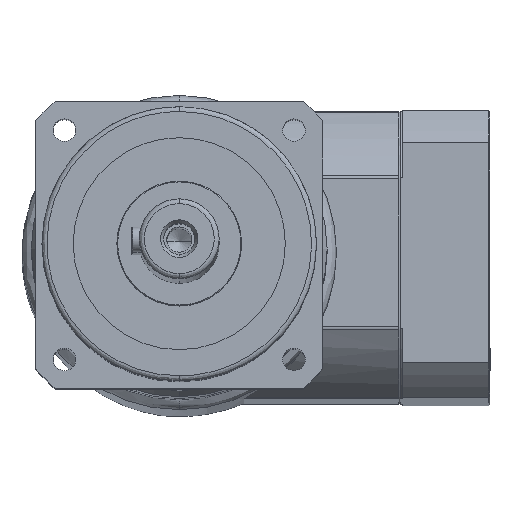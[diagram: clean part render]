
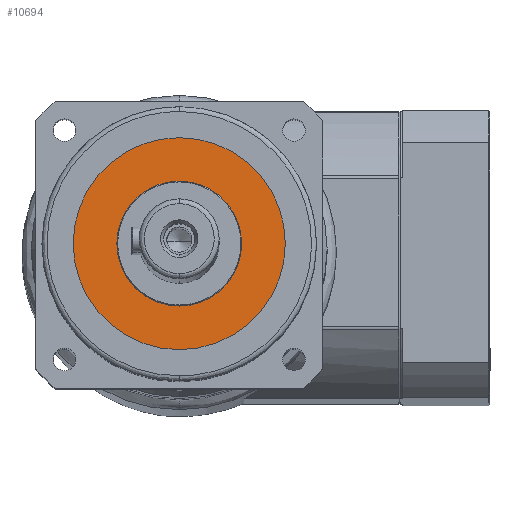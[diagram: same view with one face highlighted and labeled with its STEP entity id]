
A CAD part, left-side view. The second image highlights one B-rep face of the part: STEP entity #10694.
In plain terms, the highlighted face is planar.
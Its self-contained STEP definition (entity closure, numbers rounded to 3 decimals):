
#182 = DIRECTION ( 'NONE',  ( 1., 0., 0. ) ) ;
#211 = VERTEX_POINT ( 'NONE', #20943 ) ;
#616 = DIRECTION ( 'NONE',  ( 0., 0., 1. ) ) ;
#719 = CIRCLE ( 'NONE', #25823, 25. ) ;
#808 = DIRECTION ( 'NONE',  ( -1., 0., 0. ) ) ;
#898 = CARTESIAN_POINT ( 'NONE',  ( -53.01, 0., 0. ) ) ;
#1538 = CARTESIAN_POINT ( 'NONE',  ( -53.01, 0., 0. ) ) ;
#3679 = DIRECTION ( 'NONE',  ( 0., 0., 1. ) ) ;
#4395 = CARTESIAN_POINT ( 'NONE',  ( -53.01, 0., 0. ) ) ;
#4842 = AXIS2_PLACEMENT_3D ( 'NONE', #4395, #19573, #6609 ) ;
#5244 = FACE_OUTER_BOUND ( 'NONE', #5724, .T. ) ;
#5607 = CARTESIAN_POINT ( 'NONE',  ( -53.01, 0., 0. ) ) ;
#5724 = EDGE_LOOP ( 'NONE', ( #7826, #19241 ) ) ;
#5890 = DIRECTION ( 'NONE',  ( 1., 0., 0. ) ) ;
#6192 = DIRECTION ( 'NONE',  ( 0., 0., 1. ) ) ;
#6541 = EDGE_CURVE ( 'NONE', #211, #25504, #719, .T. ) ;
#6609 = DIRECTION ( 'NONE',  ( 0., 0., 1. ) ) ;
#6658 = EDGE_CURVE ( 'NONE', #21274, #26551, #25919, .T. ) ;
#7826 = ORIENTED_EDGE ( 'NONE', *, *, #27350, .T. ) ;
#8462 = AXIS2_PLACEMENT_3D ( 'NONE', #13191, #182, #15323 ) ;
#8646 = CARTESIAN_POINT ( 'NONE',  ( -53.01, 0., 25. ) ) ;
#10275 = CARTESIAN_POINT ( 'NONE',  ( -53.01, 0., 42.5 ) ) ;
#10525 = FACE_BOUND ( 'NONE', #17953, .T. ) ;
#10694 = ADVANCED_FACE ( 'NONE', ( #5244, #10525 ), #23969, .T. ) ;
#13191 = CARTESIAN_POINT ( 'NONE',  ( -53.01, 0., 0. ) ) ;
#13708 = ORIENTED_EDGE ( 'NONE', *, *, #14331, .T. ) ;
#14331 = EDGE_CURVE ( 'NONE', #25504, #211, #17449, .T. ) ;
#15157 = CIRCLE ( 'NONE', #21116, 42.5 ) ;
#15323 = DIRECTION ( 'NONE',  ( 0., 0., -1. ) ) ;
#16647 = DIRECTION ( 'NONE',  ( 1., 0., 0. ) ) ;
#17449 = CIRCLE ( 'NONE', #4842, 25. ) ;
#17953 = EDGE_LOOP ( 'NONE', ( #13708, #26569 ) ) ;
#18532 = CARTESIAN_POINT ( 'NONE',  ( -53.01, 0., -42.5 ) ) ;
#19241 = ORIENTED_EDGE ( 'NONE', *, *, #6658, .T. ) ;
#19573 = DIRECTION ( 'NONE',  ( -1., 0., 0. ) ) ;
#20943 = CARTESIAN_POINT ( 'NONE',  ( -53.01, 0., -25. ) ) ;
#21116 = AXIS2_PLACEMENT_3D ( 'NONE', #1538, #16647, #3679 ) ;
#21274 = VERTEX_POINT ( 'NONE', #18532 ) ;
#23969 = PLANE ( 'NONE',  #8462 ) ;
#24739 = AXIS2_PLACEMENT_3D ( 'NONE', #5607, #5890, #6192 ) ;
#25504 = VERTEX_POINT ( 'NONE', #8646 ) ;
#25823 = AXIS2_PLACEMENT_3D ( 'NONE', #898, #808, #616 ) ;
#25919 = CIRCLE ( 'NONE', #24739, 42.5 ) ;
#26551 = VERTEX_POINT ( 'NONE', #10275 ) ;
#26569 = ORIENTED_EDGE ( 'NONE', *, *, #6541, .T. ) ;
#27350 = EDGE_CURVE ( 'NONE', #26551, #21274, #15157, .T. ) ;
